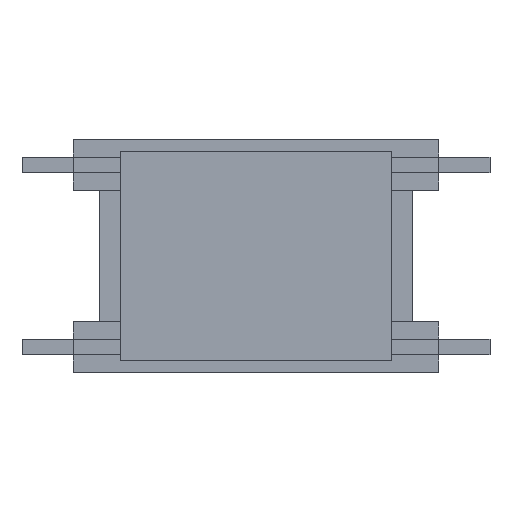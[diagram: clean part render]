
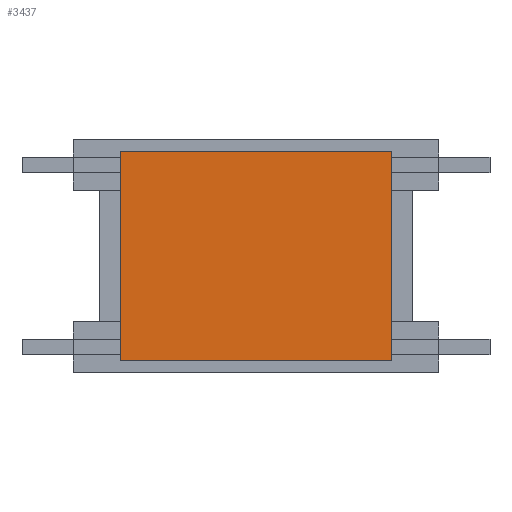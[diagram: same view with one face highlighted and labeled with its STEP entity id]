
A CAD part, top view. The second image highlights one B-rep face of the part: STEP entity #3437.
In plain terms, the highlighted planar face has unit normal (0, 0, 1).
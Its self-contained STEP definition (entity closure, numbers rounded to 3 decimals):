
#2736 = PLANE('',#2737);
#2737 = AXIS2_PLACEMENT_3D('',#2738,#2739,#2740);
#2738 = CARTESIAN_POINT('',(2.,-1.3,2.));
#2739 = DIRECTION('',(0.,-1.,
    -0.002));
#2740 = DIRECTION('',(0.,0.002,
    -1.));
#2764 = PLANE('',#2765);
#2765 = AXIS2_PLACEMENT_3D('',#2766,#2767,#2768);
#2766 = CARTESIAN_POINT('',(28.48,15.28,4.));
#2767 = DIRECTION('',(-1.,0.,0.));
#2768 = DIRECTION('',(0.,0.,-1.));
#2896 = PLANE('',#2897);
#2897 = AXIS2_PLACEMENT_3D('',#2898,#2899,#2900);
#2898 = CARTESIAN_POINT('',(2.,-1.3,4.));
#2899 = DIRECTION('',(-1.,0.,0.));
#2900 = DIRECTION('',(0.,0.,-1.));
#3263 = VERTEX_POINT('',#3264);
#3264 = CARTESIAN_POINT('',(28.48,19.08,2.));
#3278 = PLANE('',#3279);
#3279 = AXIS2_PLACEMENT_3D('',#3280,#3281,#3282);
#3280 = CARTESIAN_POINT('',(2.,19.08,2.));
#3281 = DIRECTION('',(0.,-1.,0.));
#3282 = DIRECTION('',(0.,0.,-1.));
#3290 = EDGE_CURVE('',#3263,#3291,#3293,.T.);
#3291 = VERTEX_POINT('',#3292);
#3292 = CARTESIAN_POINT('',(28.48,-1.29,2.));
#3293 = SURFACE_CURVE('',#3294,(#3298,#3305),.PCURVE_S1.);
#3294 = LINE('',#3295,#3296);
#3295 = CARTESIAN_POINT('',(28.48,19.08,2.));
#3296 = VECTOR('',#3297,1.);
#3297 = DIRECTION('',(0.,-1.,0.));
#3298 = PCURVE('',#2764,#3299);
#3299 = DEFINITIONAL_REPRESENTATION('',(#3300),#3304);
#3300 = LINE('',#3301,#3302);
#3301 = CARTESIAN_POINT('',(2.,-3.8));
#3302 = VECTOR('',#3303,1.);
#3303 = DIRECTION('',(0.,1.));
#3304 = ( GEOMETRIC_REPRESENTATION_CONTEXT(2) 
PARAMETRIC_REPRESENTATION_CONTEXT() REPRESENTATION_CONTEXT('2D SPACE',''
  ) );
#3305 = PCURVE('',#3306,#3311);
#3306 = PLANE('',#3307);
#3307 = AXIS2_PLACEMENT_3D('',#3308,#3309,#3310);
#3308 = CARTESIAN_POINT('',(28.48,19.08,2.));
#3309 = DIRECTION('',(0.,0.,1.));
#3310 = DIRECTION('',(1.,0.,0.));
#3311 = DEFINITIONAL_REPRESENTATION('',(#3312),#3316);
#3312 = LINE('',#3313,#3314);
#3313 = CARTESIAN_POINT('',(0.,0.));
#3314 = VECTOR('',#3315,1.);
#3315 = DIRECTION('',(0.,-1.));
#3316 = ( GEOMETRIC_REPRESENTATION_CONTEXT(2) 
PARAMETRIC_REPRESENTATION_CONTEXT() REPRESENTATION_CONTEXT('2D SPACE',''
  ) );
#3437 = ADVANCED_FACE('',(#3438),#3306,.T.);
#3438 = FACE_BOUND('',#3439,.T.);
#3439 = EDGE_LOOP('',(#3440,#3463,#3486,#3507));
#3440 = ORIENTED_EDGE('',*,*,#3441,.F.);
#3441 = EDGE_CURVE('',#3442,#3263,#3444,.T.);
#3442 = VERTEX_POINT('',#3443);
#3443 = CARTESIAN_POINT('',(2.,19.08,2.));
#3444 = SURFACE_CURVE('',#3445,(#3449,#3456),.PCURVE_S1.);
#3445 = LINE('',#3446,#3447);
#3446 = CARTESIAN_POINT('',(2.,19.08,2.));
#3447 = VECTOR('',#3448,1.);
#3448 = DIRECTION('',(1.,0.,0.));
#3449 = PCURVE('',#3306,#3450);
#3450 = DEFINITIONAL_REPRESENTATION('',(#3451),#3455);
#3451 = LINE('',#3452,#3453);
#3452 = CARTESIAN_POINT('',(-26.48,0.));
#3453 = VECTOR('',#3454,1.);
#3454 = DIRECTION('',(1.,0.));
#3455 = ( GEOMETRIC_REPRESENTATION_CONTEXT(2) 
PARAMETRIC_REPRESENTATION_CONTEXT() REPRESENTATION_CONTEXT('2D SPACE',''
  ) );
#3456 = PCURVE('',#3278,#3457);
#3457 = DEFINITIONAL_REPRESENTATION('',(#3458),#3462);
#3458 = LINE('',#3459,#3460);
#3459 = CARTESIAN_POINT('',(0.,0.));
#3460 = VECTOR('',#3461,1.);
#3461 = DIRECTION('',(0.,1.));
#3462 = ( GEOMETRIC_REPRESENTATION_CONTEXT(2) 
PARAMETRIC_REPRESENTATION_CONTEXT() REPRESENTATION_CONTEXT('2D SPACE',''
  ) );
#3463 = ORIENTED_EDGE('',*,*,#3464,.T.);
#3464 = EDGE_CURVE('',#3442,#3465,#3467,.T.);
#3465 = VERTEX_POINT('',#3466);
#3466 = CARTESIAN_POINT('',(2.,-1.3,2.));
#3467 = SURFACE_CURVE('',#3468,(#3472,#3479),.PCURVE_S1.);
#3468 = LINE('',#3469,#3470);
#3469 = CARTESIAN_POINT('',(2.,19.08,2.));
#3470 = VECTOR('',#3471,1.);
#3471 = DIRECTION('',(0.,-1.,0.));
#3472 = PCURVE('',#3306,#3473);
#3473 = DEFINITIONAL_REPRESENTATION('',(#3474),#3478);
#3474 = LINE('',#3475,#3476);
#3475 = CARTESIAN_POINT('',(-26.48,0.));
#3476 = VECTOR('',#3477,1.);
#3477 = DIRECTION('',(0.,-1.));
#3478 = ( GEOMETRIC_REPRESENTATION_CONTEXT(2) 
PARAMETRIC_REPRESENTATION_CONTEXT() REPRESENTATION_CONTEXT('2D SPACE',''
  ) );
#3479 = PCURVE('',#2896,#3480);
#3480 = DEFINITIONAL_REPRESENTATION('',(#3481),#3485);
#3481 = LINE('',#3482,#3483);
#3482 = CARTESIAN_POINT('',(2.,-20.38));
#3483 = VECTOR('',#3484,1.);
#3484 = DIRECTION('',(0.,1.));
#3485 = ( GEOMETRIC_REPRESENTATION_CONTEXT(2) 
PARAMETRIC_REPRESENTATION_CONTEXT() REPRESENTATION_CONTEXT('2D SPACE',''
  ) );
#3486 = ORIENTED_EDGE('',*,*,#3487,.F.);
#3487 = EDGE_CURVE('',#3291,#3465,#3488,.T.);
#3488 = SURFACE_CURVE('',#3489,(#3493,#3500),.PCURVE_S1.);
#3489 = LINE('',#3490,#3491);
#3490 = CARTESIAN_POINT('',(28.48,-1.29,2.));
#3491 = VECTOR('',#3492,1.);
#3492 = DIRECTION('',(-1.,0.,0.));
#3493 = PCURVE('',#3306,#3494);
#3494 = DEFINITIONAL_REPRESENTATION('',(#3495),#3499);
#3495 = LINE('',#3496,#3497);
#3496 = CARTESIAN_POINT('',(0.,-20.37));
#3497 = VECTOR('',#3498,1.);
#3498 = DIRECTION('',(-1.,0.));
#3499 = ( GEOMETRIC_REPRESENTATION_CONTEXT(2) 
PARAMETRIC_REPRESENTATION_CONTEXT() REPRESENTATION_CONTEXT('2D SPACE',''
  ) );
#3500 = PCURVE('',#2736,#3501);
#3501 = DEFINITIONAL_REPRESENTATION('',(#3502),#3506);
#3502 = LINE('',#3503,#3504);
#3503 = CARTESIAN_POINT('',(0.,26.48));
#3504 = VECTOR('',#3505,1.);
#3505 = DIRECTION('',(0.,-1.));
#3506 = ( GEOMETRIC_REPRESENTATION_CONTEXT(2) 
PARAMETRIC_REPRESENTATION_CONTEXT() REPRESENTATION_CONTEXT('2D SPACE',''
  ) );
#3507 = ORIENTED_EDGE('',*,*,#3290,.F.);
